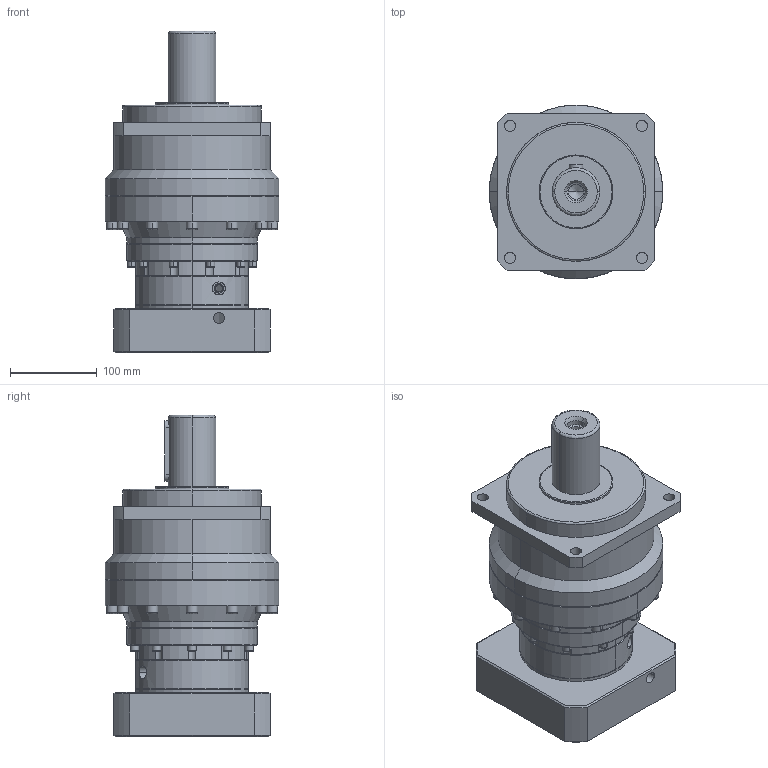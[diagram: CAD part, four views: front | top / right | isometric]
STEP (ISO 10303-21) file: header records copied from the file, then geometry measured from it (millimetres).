
FILE_DESCRIPTION (( 'STEP AP214' ), '1' );
FILE_NAME ('PB180-L2-42-114.3-200M12.STEP', '2024-01-10T06:25:47', ( 'admin' ), ( '' ), 'SwSTEP 2.0', 'SolidWorks 2013', '' );
FILE_SCHEMA (( 'AUTOMOTIVE_DESIGN' ));
Length unit declared in the file: millimetre
Products named in the file (5): PB180_X2_8F9351FA7AEF_X0_2; PB142_X2_6CD5517057AB677F_X0_; PB142_X2_8F9351656CD55170_X0_; SD200_X2_4E007EA78F9351657AEF_X0_-35; PB180-L2-42-114.3-200M12
Assembly tree (4 placements, depth 2):
  PB180-L2-42-114.3-200M12
    SD200_X2_4E007EA78F9351657AEF_X0_-35
    PB142_X2_8F9351656CD55170_X0_
    PB142_X2_6CD5517057AB677F_X0_
    PB180_X2_8F9351FA7AEF_X0_2
Bounding box: 200 x 200 x 370 mm (x, y, z)
Volume: 6029744.1 mm3; surface area: 502216.2 mm2
Topology: 4 solids, 4 shells, 808 faces, 2061 edges, 1296 vertices
Faces by surface type: cylinder 333, plane 298, cone 118, bspline 59
Entity records: 35603 total; most frequent: CARTESIAN_POINT 7006, DIRECTION 4182, ORIENTED_EDGE 4030, EDGE_CURVE 2015, AXIS2_PLACEMENT_3D 1574, VERTEX_POINT 1296, VECTOR 1034, LINE 1034
